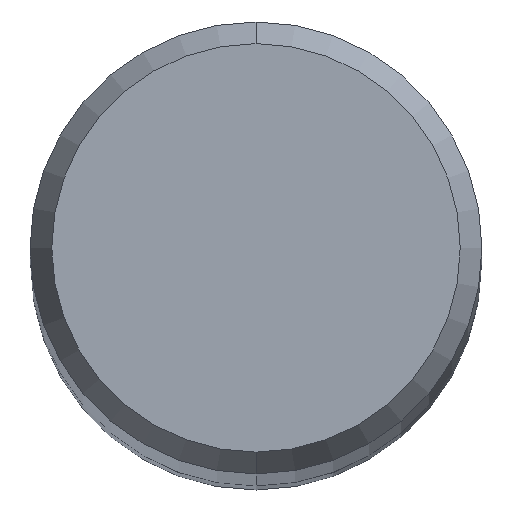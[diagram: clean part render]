
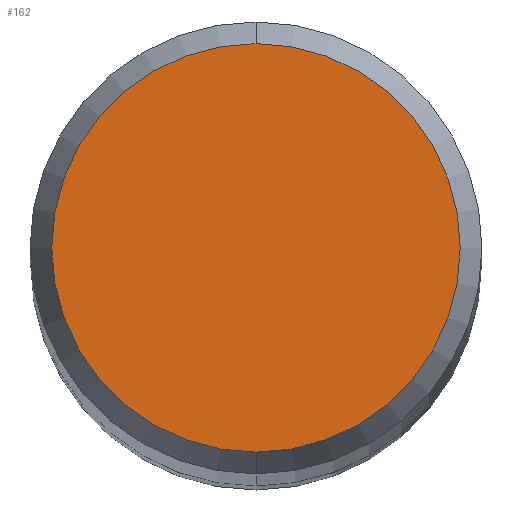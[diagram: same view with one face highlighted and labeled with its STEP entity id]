
A CAD part, top view. The second image highlights one B-rep face of the part: STEP entity #162.
In plain terms, the highlighted planar face has unit normal (0, 0, 1).
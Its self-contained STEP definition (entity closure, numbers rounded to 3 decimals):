
#124=VERTEX_POINT('',#265);
#134=EDGE_CURVE('',#156,#124,#277,.T.);
#154=EDGE_CURVE('',#124,#156,#298,.T.);
#156=VERTEX_POINT('',#300);
#162=ADVANCED_FACE('',(#308),#309,.T.);
#265=CARTESIAN_POINT('',(0.0,2.158,0.01));
#277=CIRCLE('',#439,2.158);
#298=CIRCLE('',#468,2.158);
#300=CARTESIAN_POINT('',(0.,-2.158,0.01));
#308=FACE_OUTER_BOUND('',#478,.T.);
#309=PLANE('',#479);
#439=AXIS2_PLACEMENT_3D('',#600,#601,#602);
#468=AXIS2_PLACEMENT_3D('',#626,#627,#628);
#478=EDGE_LOOP('',(#644,#645));
#479=AXIS2_PLACEMENT_3D('',#646,#647,#648);
#600=CARTESIAN_POINT('',(0.0,0.0,0.01));
#601=DIRECTION('',(0.0,0.0,-1.0));
#602=DIRECTION('',(0.0,1.0,0.0));
#626=CARTESIAN_POINT('',(0.0,0.0,0.01));
#627=DIRECTION('',(0.0,0.0,-1.0));
#628=DIRECTION('',(0.0,1.0,0.0));
#644=ORIENTED_EDGE('',*,*,#154,.F.);
#645=ORIENTED_EDGE('',*,*,#134,.F.);
#646=CARTESIAN_POINT('',(0.0,1.079,0.01));
#647=DIRECTION('',(-0.0,0.0,1.0));
#648=DIRECTION('',(0.0,-1.0,0.0));
